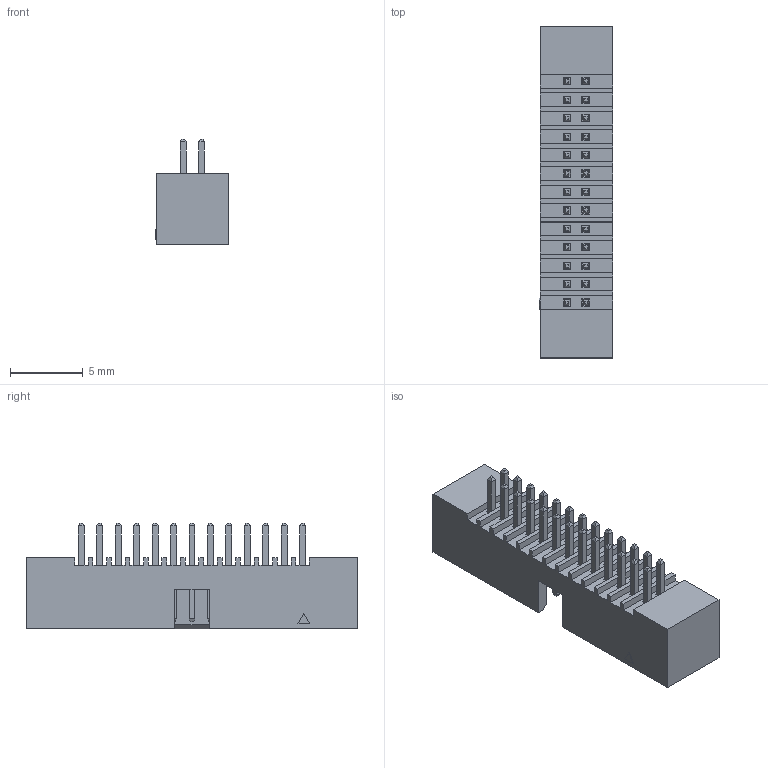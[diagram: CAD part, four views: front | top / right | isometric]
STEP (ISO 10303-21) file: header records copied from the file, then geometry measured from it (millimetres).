
FILE_DESCRIPTION((''),'2;1');
FILE_NAME('2195S-26X_ASM','2020-12-10T11:04:17',('Acer'),(''),'CREO PARAMETRIC BY PTC INC, 2018100','CREO PARAMETRIC BY PTC INC, 2018100','');
FILE_SCHEMA(('CONFIG_CONTROL_DESIGN'));
Length unit declared in the file: millimetre
Products named in the file (3): 801-2195-26; 802A-0_4; 2195S-26X_ASM
Assembly tree (27 placements, depth 2):
  2195S-26X_ASM
    801-2195-26
    802A-0_4  x26
Bounding box: 5.05 x 22.86 x 7.3 mm (x, y, z)
Volume: 320.3 mm3; surface area: 1017.5 mm2
Topology: 27 solids, 27 shells, 647 faces, 1460 edges, 868 vertices
Faces by surface type: plane 647
Entity records: 9038 total; most frequent: CARTESIAN_POINT 1555, ORIENTED_EDGE 1520, DIRECTION 1414, VECTOR 760, LINE 760, EDGE_CURVE 760, VERTEX_POINT 468, EDGE_LOOP 350
